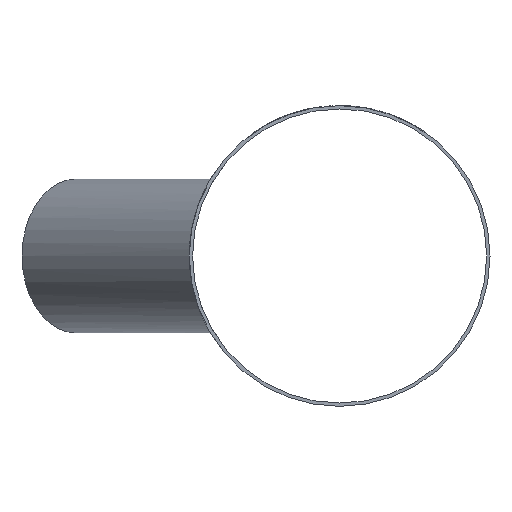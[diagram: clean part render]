
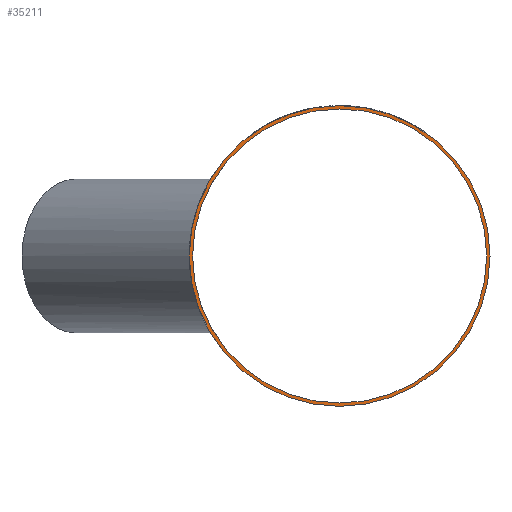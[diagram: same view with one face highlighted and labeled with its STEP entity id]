
A CAD part, left-side view. The second image highlights one B-rep face of the part: STEP entity #35211.
In plain terms, the highlighted planar face has unit normal (-1, 0, 0).
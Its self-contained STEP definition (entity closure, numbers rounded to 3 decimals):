
#1470 = CIRCLE ( 'NONE', #9781, 133.5 ) ;
#3003 = DIRECTION ( 'NONE',  ( 0., 0., 1. ) ) ;
#6522 = FACE_OUTER_BOUND ( 'NONE', #38397, .T. ) ;
#6991 = VERTEX_POINT ( 'NONE', #23747 ) ;
#9064 = AXIS2_PLACEMENT_3D ( 'NONE', #26406, #29385, #17616 ) ;
#9781 = AXIS2_PLACEMENT_3D ( 'NONE', #35860, #26822, #3003 ) ;
#11044 = DIRECTION ( 'NONE',  ( -1., 0., 0. ) ) ;
#11178 = DIRECTION ( 'NONE',  ( 0., 0., 1. ) ) ;
#13618 = AXIS2_PLACEMENT_3D ( 'NONE', #28918, #11044, #11178 ) ;
#17616 = DIRECTION ( 'NONE',  ( 0., 0., 1. ) ) ;
#20468 = FACE_BOUND ( 'NONE', #29976, .T. ) ;
#20775 = CARTESIAN_POINT ( 'NONE',  ( -174., 0., 133.5 ) ) ;
#23171 = EDGE_CURVE ( 'NONE', #29284, #29284, #1470, .T. ) ;
#23278 = EDGE_CURVE ( 'NONE', #6991, #6991, #34346, .T. ) ;
#23747 = CARTESIAN_POINT ( 'NONE',  ( -174., 0., 136.5 ) ) ;
#26406 = CARTESIAN_POINT ( 'NONE',  ( -174., 0., 0. ) ) ;
#26822 = DIRECTION ( 'NONE',  ( -1., 0., 0. ) ) ;
#28918 = CARTESIAN_POINT ( 'NONE',  ( -174., 0., 0. ) ) ;
#29284 = VERTEX_POINT ( 'NONE', #20775 ) ;
#29385 = DIRECTION ( 'NONE',  ( -1., 0., 0. ) ) ;
#29976 = EDGE_LOOP ( 'NONE', ( #30130 ) ) ;
#30130 = ORIENTED_EDGE ( 'NONE', *, *, #23171, .F. ) ;
#30342 = PLANE ( 'NONE',  #13618 ) ;
#31474 = ORIENTED_EDGE ( 'NONE', *, *, #23278, .T. ) ;
#34346 = CIRCLE ( 'NONE', #9064, 136.5 ) ;
#35211 = ADVANCED_FACE ( 'NONE', ( #20468, #6522 ), #30342, .T. ) ;
#35860 = CARTESIAN_POINT ( 'NONE',  ( -174., 0., 0. ) ) ;
#38397 = EDGE_LOOP ( 'NONE', ( #31474 ) ) ;
